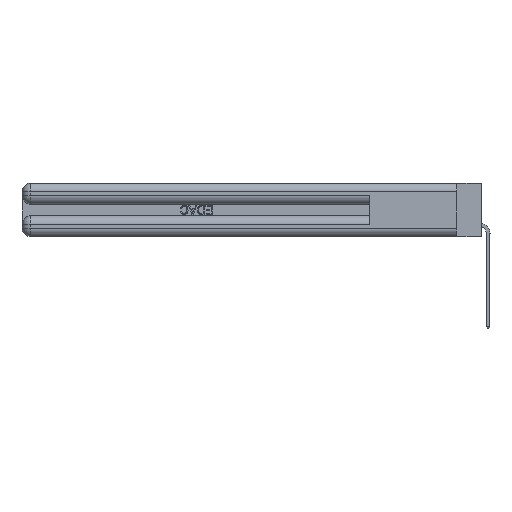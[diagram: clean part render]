
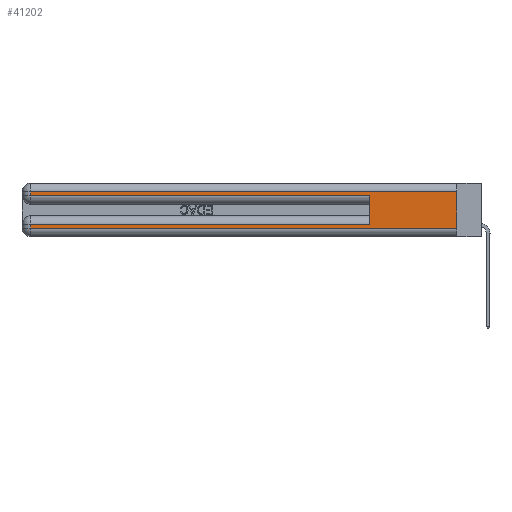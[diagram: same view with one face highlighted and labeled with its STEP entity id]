
A CAD part, left-side view. The second image highlights one B-rep face of the part: STEP entity #41202.
In plain terms, the highlighted planar face has unit normal (-1, 0, 0).
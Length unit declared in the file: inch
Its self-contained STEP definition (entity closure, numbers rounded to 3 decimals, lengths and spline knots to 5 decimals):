
#3 = EDGE_LOOP ( 'NONE', ( #16993, #24817, #1112, #9065, #13363, #25804, #20877, #3851 ) ) ;
#244 = CARTESIAN_POINT ( 'NONE',  ( 0., 0., 0.37 ) ) ;
#385 = VECTOR ( 'NONE', #2181, 39.37008 ) ;
#751 = CARTESIAN_POINT ( 'NONE',  ( 0., 0., 0.31 ) ) ;
#832 = LINE ( 'NONE', #1301, #20847 ) ;
#894 = LINE ( 'NONE', #4290, #34849 ) ;
#1112 = ORIENTED_EDGE ( 'NONE', *, *, #5970, .T. ) ;
#1301 = CARTESIAN_POINT ( 'NONE',  ( 0., 0.6, 0.145 ) ) ;
#2120 = VERTEX_POINT ( 'NONE', #23101 ) ;
#2181 = DIRECTION ( 'NONE',  ( 0., 0., -1. ) ) ;
#2213 = VECTOR ( 'NONE', #27542, 39.37008 ) ;
#3189 = PLANE ( 'NONE',  #28830 ) ;
#3228 = DIRECTION ( 'NONE',  ( 0., -1., 0. ) ) ;
#3851 = ORIENTED_EDGE ( 'NONE', *, *, #31856, .T. ) ;
#4082 = DIRECTION ( 'NONE',  ( 0., 0., -1. ) ) ;
#4290 = CARTESIAN_POINT ( 'NONE',  ( 0., 0., 0.285 ) ) ;
#5903 = CARTESIAN_POINT ( 'NONE',  ( 0., 2.94, 0.085 ) ) ;
#5912 = EDGE_CURVE ( 'NONE', #26286, #20396, #5955, .T. ) ;
#5955 = LINE ( 'NONE', #37287, #9917 ) ;
#5970 = EDGE_CURVE ( 'NONE', #20396, #31238, #17405, .T. ) ;
#6768 = VECTOR ( 'NONE', #7309, 39.37008 ) ;
#7309 = DIRECTION ( 'NONE',  ( 0., 0., -1. ) ) ;
#9065 = ORIENTED_EDGE ( 'NONE', *, *, #40978, .T. ) ;
#9917 = VECTOR ( 'NONE', #11376, 39.37008 ) ;
#11376 = DIRECTION ( 'NONE',  ( 0., 1., 0. ) ) ;
#12824 = VERTEX_POINT ( 'NONE', #28991 ) ;
#13316 = VERTEX_POINT ( 'NONE', #13651 ) ;
#13363 = ORIENTED_EDGE ( 'NONE', *, *, #13845, .F. ) ;
#13651 = CARTESIAN_POINT ( 'NONE',  ( 0., 0.6, 0.285 ) ) ;
#13845 = EDGE_CURVE ( 'NONE', #2120, #13316, #832, .T. ) ;
#14284 = DIRECTION ( 'NONE',  ( 0., 0., 1. ) ) ;
#15167 = LINE ( 'NONE', #21251, #2213 ) ;
#15890 = EDGE_CURVE ( 'NONE', #2120, #27370, #15167, .T. ) ;
#16993 = ORIENTED_EDGE ( 'NONE', *, *, #39807, .F. ) ;
#17405 = LINE ( 'NONE', #34495, #385 ) ;
#18056 = VECTOR ( 'NONE', #4082, 39.37008 ) ;
#19175 = CARTESIAN_POINT ( 'NONE',  ( 0., 0., 0.06 ) ) ;
#19228 = VECTOR ( 'NONE', #3228, 39.37008 ) ;
#20396 = VERTEX_POINT ( 'NONE', #33997 ) ;
#20847 = VECTOR ( 'NONE', #14284, 39.37008 ) ;
#20877 = ORIENTED_EDGE ( 'NONE', *, *, #24046, .T. ) ;
#21251 = CARTESIAN_POINT ( 'NONE',  ( 0., 0., 0.085 ) ) ;
#21411 = FACE_OUTER_BOUND ( 'NONE', #3, .T. ) ;
#22676 = LINE ( 'NONE', #19175, #19228 ) ;
#23101 = CARTESIAN_POINT ( 'NONE',  ( 0., 0.6, 0.085 ) ) ;
#24046 = EDGE_CURVE ( 'NONE', #27370, #12824, #32640, .T. ) ;
#24817 = ORIENTED_EDGE ( 'NONE', *, *, #5912, .T. ) ;
#25482 = DIRECTION ( 'NONE',  ( 0., 0., -1. ) ) ;
#25804 = ORIENTED_EDGE ( 'NONE', *, *, #15890, .T. ) ;
#26286 = VERTEX_POINT ( 'NONE', #751 ) ;
#27370 = VERTEX_POINT ( 'NONE', #5903 ) ;
#27542 = DIRECTION ( 'NONE',  ( 0., 1., 0. ) ) ;
#28830 = AXIS2_PLACEMENT_3D ( 'NONE', #244, #31609, #25482 ) ;
#28991 = CARTESIAN_POINT ( 'NONE',  ( 0., 2.94, 0.06 ) ) ;
#30051 = CARTESIAN_POINT ( 'NONE',  ( 0., 0., 0.06 ) ) ;
#30349 = DIRECTION ( 'NONE',  ( 0., -1., 0. ) ) ;
#30549 = VERTEX_POINT ( 'NONE', #30051 ) ;
#31238 = VERTEX_POINT ( 'NONE', #31572 ) ;
#31572 = CARTESIAN_POINT ( 'NONE',  ( 0., 2.94, 0.285 ) ) ;
#31609 = DIRECTION ( 'NONE',  ( 1., 0., 0. ) ) ;
#31856 = EDGE_CURVE ( 'NONE', #12824, #30549, #22676, .T. ) ;
#32640 = LINE ( 'NONE', #38814, #6768 ) ;
#33997 = CARTESIAN_POINT ( 'NONE',  ( 0., 2.94, 0.31 ) ) ;
#34495 = CARTESIAN_POINT ( 'NONE',  ( 0., 2.94, 0.37 ) ) ;
#34849 = VECTOR ( 'NONE', #30349, 39.37008 ) ;
#35442 = CARTESIAN_POINT ( 'NONE',  ( 0., 0., 0.37 ) ) ;
#37287 = CARTESIAN_POINT ( 'NONE',  ( 0., 0., 0.31 ) ) ;
#38462 = LINE ( 'NONE', #35442, #18056 ) ;
#38814 = CARTESIAN_POINT ( 'NONE',  ( 0., 2.94, 0.37 ) ) ;
#39807 = EDGE_CURVE ( 'NONE', #26286, #30549, #38462, .T. ) ;
#40978 = EDGE_CURVE ( 'NONE', #31238, #13316, #894, .T. ) ;
#41202 = ADVANCED_FACE ( 'NONE', ( #21411 ), #3189, .F. ) ;
